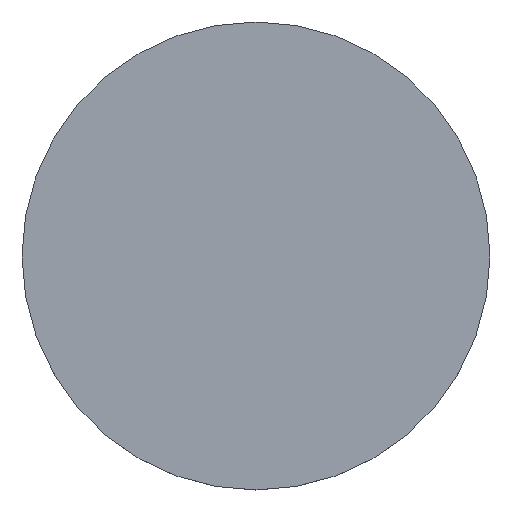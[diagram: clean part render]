
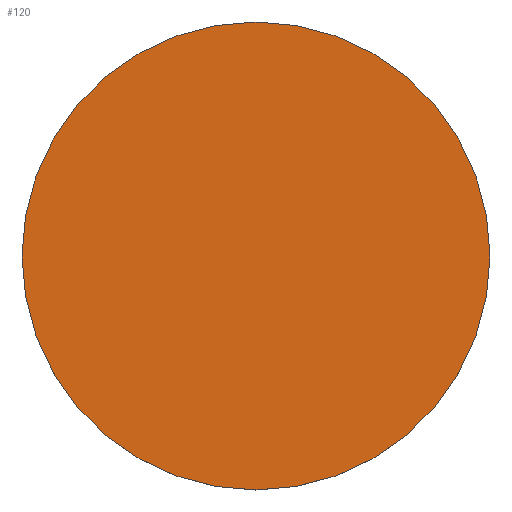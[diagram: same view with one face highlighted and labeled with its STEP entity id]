
A CAD part, top view. The second image highlights one B-rep face of the part: STEP entity #120.
In plain terms, the highlighted planar face has unit normal (0, 0, 1).
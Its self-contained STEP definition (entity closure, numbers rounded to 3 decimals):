
#12 = AXIS2_PLACEMENT_3D ( 'NONE', #135, #94, #160 ) ;
#13 = EDGE_CURVE ( 'NONE', #54, #62, #50, .T. ) ;
#21 = AXIS2_PLACEMENT_3D ( 'NONE', #115, #31, #128 ) ;
#31 = DIRECTION ( 'NONE',  ( 0., 0., 1. ) ) ;
#36 = ORIENTED_EDGE ( 'NONE', *, *, #13, .T. ) ;
#37 = FACE_OUTER_BOUND ( 'NONE', #65, .T. ) ;
#43 = AXIS2_PLACEMENT_3D ( 'NONE', #151, #64, #137 ) ;
#50 = CIRCLE ( 'NONE', #21, 11.875 ) ;
#54 = VERTEX_POINT ( 'NONE', #173 ) ;
#56 = EDGE_CURVE ( 'NONE', #62, #54, #167, .T. ) ;
#62 = VERTEX_POINT ( 'NONE', #113 ) ;
#64 = DIRECTION ( 'NONE',  ( 0., 0., 1. ) ) ;
#65 = EDGE_LOOP ( 'NONE', ( #36, #127 ) ) ;
#84 = PLANE ( 'NONE',  #12 ) ;
#94 = DIRECTION ( 'NONE',  ( 0., 0., 1. ) ) ;
#113 = CARTESIAN_POINT ( 'NONE',  ( 11.875, 0., 0.5 ) ) ;
#115 = CARTESIAN_POINT ( 'NONE',  ( 0., 0., 0.5 ) ) ;
#120 = ADVANCED_FACE ( 'NONE', ( #37 ), #84, .T. ) ;
#127 = ORIENTED_EDGE ( 'NONE', *, *, #56, .T. ) ;
#128 = DIRECTION ( 'NONE',  ( 1., 0., 0. ) ) ;
#135 = CARTESIAN_POINT ( 'NONE',  ( 0., 0., 0.5 ) ) ;
#137 = DIRECTION ( 'NONE',  ( 1., 0., 0. ) ) ;
#151 = CARTESIAN_POINT ( 'NONE',  ( 0., 0., 0.5 ) ) ;
#160 = DIRECTION ( 'NONE',  ( 1., 0., 0. ) ) ;
#167 = CIRCLE ( 'NONE', #43, 11.875 ) ;
#173 = CARTESIAN_POINT ( 'NONE',  ( -11.875, 0., 0.5 ) ) ;
